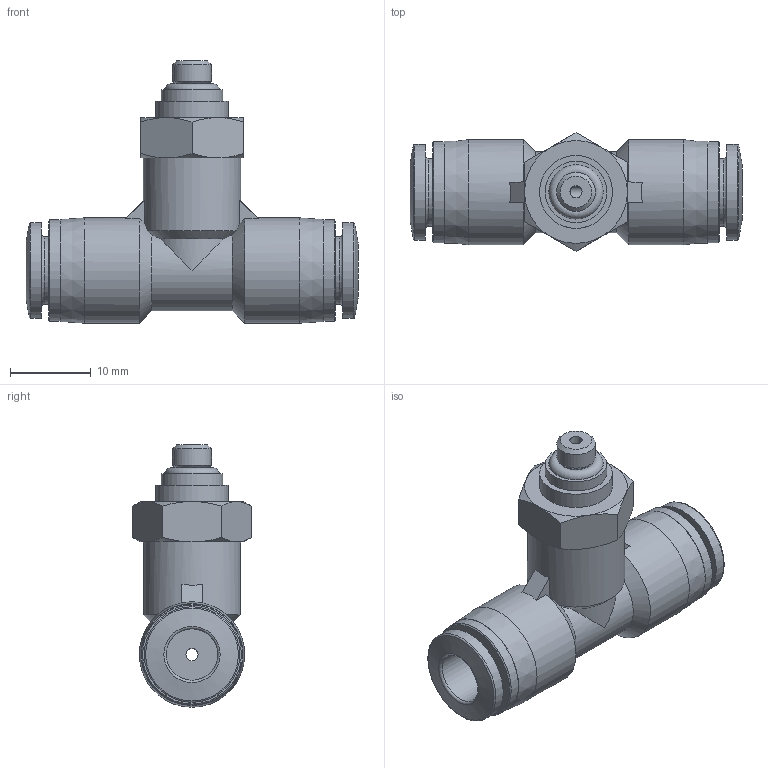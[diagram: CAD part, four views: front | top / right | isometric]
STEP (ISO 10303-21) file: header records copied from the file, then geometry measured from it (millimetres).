
FILE_DESCRIPTION(/* description */ ('STEP AP214'),/* implementation_level */ '2;1');
FILE_NAME(/* name */ '533307_QBT-10-32-UNF-1_4-U',/* time_stamp */ '2024-09-14T04:25:42+02:00',/* author */ ('License CC BY-ND 4.0'),/* organization */ ('CADENAS'),/* preprocessor_version */ 'ST-DEVELOPER v19.3',/* originating_system */ 'PARTsolutions',/* authorisation */ ' ');
FILE_SCHEMA (('AUTOMOTIVE_DESIGN {1 0 10303 214 3 1 1}'));
Length unit declared in the file: millimetre
Products named in the file (1): 533307 QBT-10-32-UNF-1/4-U
Bounding box: 41 x 14.66 x 32.4 mm (x, y, z)
Volume: 5425.5 mm3; surface area: 3604.3 mm2
Topology: 1 solids, 1 shells, 76 faces, 166 edges, 102 vertices
Faces by surface type: plane 25, cone 24, cylinder 20, torus 7
Full cylindrical faces by diameter (mm): 1.5 x2, 3.881 x1, 4.826 x1, 6.35 x2, 7.6 x1, 8.35 x2, 9 x1, 11.8 x2, 12 x1, 12.5 x2, 13 x2
Entity records: 2484 total; most frequent: CARTESIAN_POINT 425, DIRECTION 316, ORIENTED_EDGE 260, AXIS2_PLACEMENT_3D 149, EDGE_CURVE 130, EDGE_LOOP 122, FACE_BOUND 122, VERTEX_POINT 98
